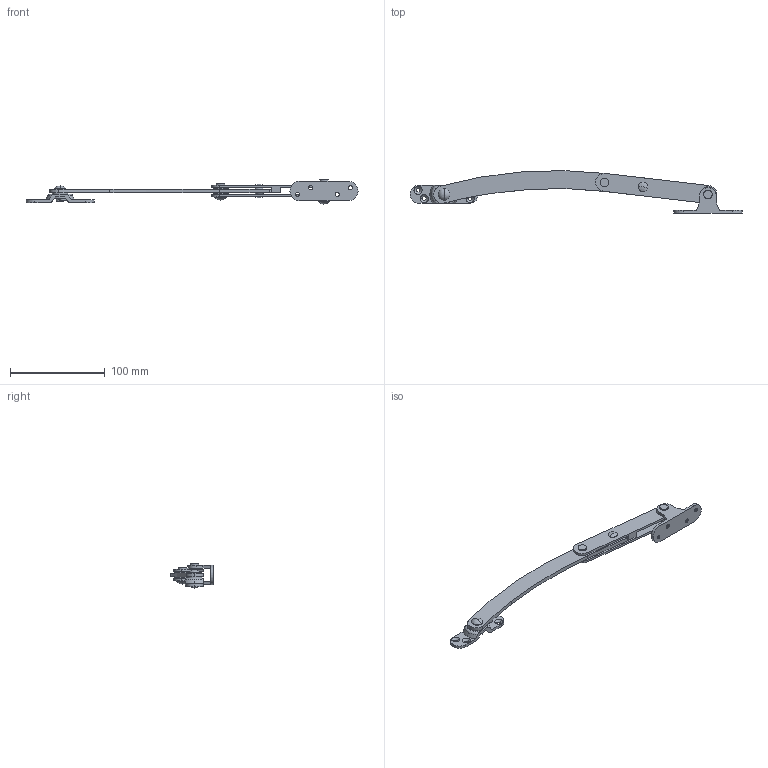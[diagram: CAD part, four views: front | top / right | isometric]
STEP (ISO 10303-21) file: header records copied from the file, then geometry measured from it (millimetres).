
FILE_DESCRIPTION (( 'STEP AP203' ), '1' );
FILE_NAME ('B-25-2.STEP', '2018-08-30T05:34:11', ( '' ), ( '' ), 'SwSTEP 2.0', 'SolidWorks 2014', '' );
FILE_SCHEMA (( 'CONFIG_CONTROL_DESIGN' ));
Length unit declared in the file: millimetre
Products named in the file (13): B-25-2リベットA_; B-25-2アームC_; B-25-2リベットB_; B-25-2ボール_; B-25-2_割りピン　呼び2_L=15片方曲げ; B-25-2カラー_; B-25-2受座B_; B-25-2アームB_; B-25-2アームA_; B-25-2座金_; B-25-2受座A_; B-25-2; B-25-2軸_
Assembly tree (17 placements, depth 2):
  B-25-2
    B-25-2アームA_
    B-25-2アームB_
    B-25-2アームC_
    B-25-2受座A_
    B-25-2受座B_
    B-25-2軸_
    B-25-2リベットA_
    B-25-2リベットB_
    B-25-2カラー_
    B-25-2ボール_
    B-25-2座金_  x6
    B-25-2_割りピン　呼び2_L=15片方曲げ
Bounding box: 350.95 x 45.14 x 25.4 mm (x, y, z)
Volume: 42633 mm3; surface area: 35654.5 mm2
Topology: 17 solids, 17 shells, 250 faces, 603 edges, 390 vertices
Faces by surface type: cylinder 111, plane 73, torus 28, cone 22, sphere 16
Entity records: 8602 total; most frequent: CARTESIAN_POINT 1621, DIRECTION 1247, ORIENTED_EDGE 1076, EDGE_CURVE 538, AXIS2_PLACEMENT_3D 513, VERTEX_POINT 347, CIRCLE 273, EDGE_LOOP 267
